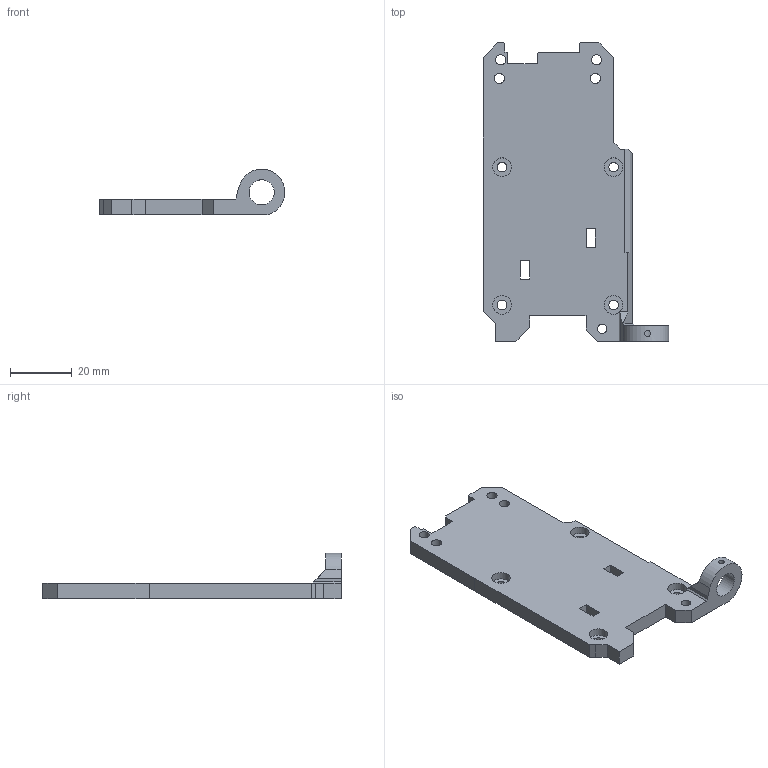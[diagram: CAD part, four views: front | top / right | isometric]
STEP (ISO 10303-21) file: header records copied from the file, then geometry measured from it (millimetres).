
FILE_DESCRIPTION(('HOOPS Exchange Step'),'2;1');
FILE_NAME('temp_export.step','2020-08-10T03:48:16-07:00',('mobile'),('Shapr3D Limited'),'HOOPS Exchange 2020.1','Shapr3D','Authorized');
FILE_SCHEMA( ('AP242_MANAGED_MODEL_BASED_3D_ENGINEERING_MIM_LF {1 0 10303 442 1 1 4 }') );
Length unit declared in the file: millimetre
Products named in the file (1): BLV carriage front 12mm probe
Bounding box: 59.99 x 96.35 x 14.82 mm (x, y, z)
Volume: 20260.4 mm3; surface area: 10728.2 mm2
Topology: 1 solids, 1 shells, 78 faces, 234 edges, 160 vertices
Faces by surface type: plane 57, cylinder 21
Full cylindrical faces by diameter (mm): 1.9 x1, 3 x1, 3.1 x4, 3.3 x4, 6 x4, 8.1 x1
Entity records: 3100 total; most frequent: CARTESIAN_POINT 799, ORIENTED_EDGE 468, DIRECTION 442, EDGE_CURVE 234, VECTOR 174, LINE 174, VERTEX_POINT 160, AXIS2_PLACEMENT_3D 134
